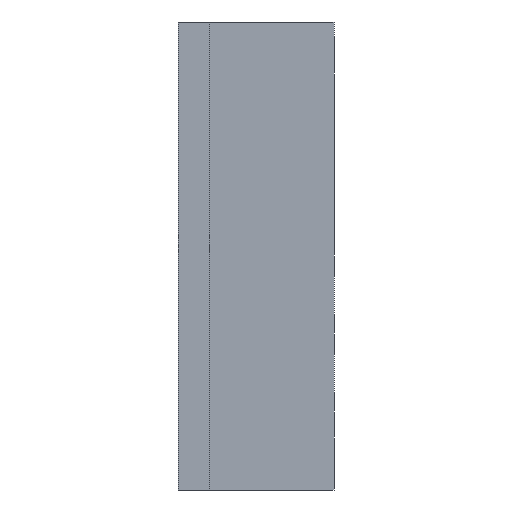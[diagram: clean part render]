
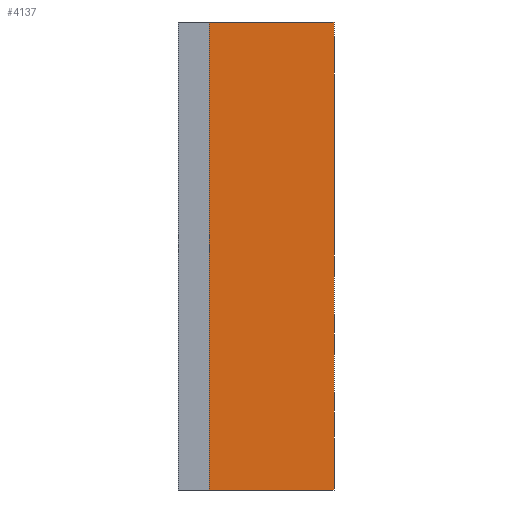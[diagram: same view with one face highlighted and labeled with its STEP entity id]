
A CAD part, left-side view. The second image highlights one B-rep face of the part: STEP entity #4137.
In plain terms, the highlighted planar face has unit normal (-1, 0, 0).
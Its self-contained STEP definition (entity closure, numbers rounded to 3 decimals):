
#53 = ORIENTED_EDGE ( 'NONE', *, *, #5885, .T. ) ;
#142 = EDGE_CURVE ( 'NONE', #3194, #5238, #2145, .T. ) ;
#154 = DIRECTION ( 'NONE',  ( 0., 0., 1. ) ) ;
#330 = CARTESIAN_POINT ( 'NONE',  ( -1.5, -0.4, -1.5 ) ) ;
#680 = VECTOR ( 'NONE', #1259, 1000. ) ;
#876 = LINE ( 'NONE', #6786, #7133 ) ;
#916 = EDGE_LOOP ( 'NONE', ( #53, #6817, #4231, #2685 ) ) ;
#1176 = DIRECTION ( 'NONE',  ( 0., -1., 0. ) ) ;
#1245 = DIRECTION ( 'NONE',  ( 0., 0., 1. ) ) ;
#1259 = DIRECTION ( 'NONE',  ( 0., -1., 0. ) ) ;
#1275 = DIRECTION ( 'NONE',  ( 1., 0., 0. ) ) ;
#2000 = CARTESIAN_POINT ( 'NONE',  ( -1.5, 0.4, 1.5 ) ) ;
#2145 = LINE ( 'NONE', #4581, #680 ) ;
#2510 = LINE ( 'NONE', #6881, #3711 ) ;
#2638 = FACE_OUTER_BOUND ( 'NONE', #916, .T. ) ;
#2685 = ORIENTED_EDGE ( 'NONE', *, *, #142, .T. ) ;
#2797 = LINE ( 'NONE', #5445, #7040 ) ;
#3049 = EDGE_CURVE ( 'NONE', #3194, #3435, #2510, .T. ) ;
#3194 = VERTEX_POINT ( 'NONE', #5803 ) ;
#3245 = VERTEX_POINT ( 'NONE', #5782 ) ;
#3435 = VERTEX_POINT ( 'NONE', #2000 ) ;
#3568 = PLANE ( 'NONE',  #6851 ) ;
#3711 = VECTOR ( 'NONE', #154, 1000. ) ;
#4137 = ADVANCED_FACE ( 'NONE', ( #2638 ), #3568, .F. ) ;
#4231 = ORIENTED_EDGE ( 'NONE', *, *, #3049, .F. ) ;
#4581 = CARTESIAN_POINT ( 'NONE',  ( -1.5, 0.4, -1.5 ) ) ;
#5158 = DIRECTION ( 'NONE',  ( 0., 0., -1. ) ) ;
#5238 = VERTEX_POINT ( 'NONE', #330 ) ;
#5445 = CARTESIAN_POINT ( 'NONE',  ( -1.5, 0.4, 1.5 ) ) ;
#5767 = CARTESIAN_POINT ( 'NONE',  ( -1.5, 0.4, -1.5 ) ) ;
#5782 = CARTESIAN_POINT ( 'NONE',  ( -1.5, -0.4, 1.5 ) ) ;
#5803 = CARTESIAN_POINT ( 'NONE',  ( -1.5, 0.4, -1.5 ) ) ;
#5885 = EDGE_CURVE ( 'NONE', #5238, #3245, #876, .T. ) ;
#6364 = EDGE_CURVE ( 'NONE', #3435, #3245, #2797, .T. ) ;
#6786 = CARTESIAN_POINT ( 'NONE',  ( -1.5, -0.4, -1.5 ) ) ;
#6817 = ORIENTED_EDGE ( 'NONE', *, *, #6364, .F. ) ;
#6851 = AXIS2_PLACEMENT_3D ( 'NONE', #5767, #1275, #5158 ) ;
#6881 = CARTESIAN_POINT ( 'NONE',  ( -1.5, 0.4, -1.5 ) ) ;
#7040 = VECTOR ( 'NONE', #1176, 1000. ) ;
#7133 = VECTOR ( 'NONE', #1245, 1000. ) ;
